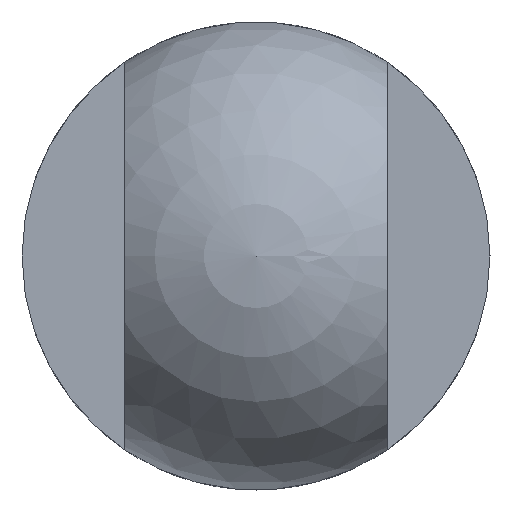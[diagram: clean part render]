
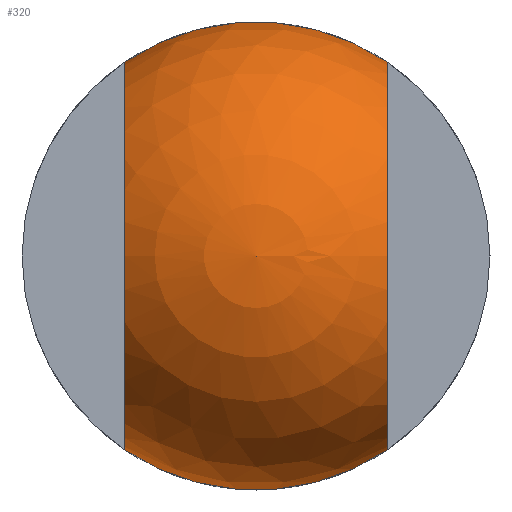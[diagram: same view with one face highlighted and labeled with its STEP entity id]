
A CAD part, left-side view. The second image highlights one B-rep face of the part: STEP entity #320.
In plain terms, the highlighted spherical face has radius 12.5 mm.
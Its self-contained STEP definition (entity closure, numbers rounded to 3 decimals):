
#180=CARTESIAN_POINT('',(-40.0,-7.,-10.356));
#181=VERTEX_POINT('',#180);
#196=CARTESIAN_POINT('',(-40.0,-7.,10.356));
#197=VERTEX_POINT('',#196);
#204=CARTESIAN_POINT('',(-40.0,-7.,0.));
#205=DIRECTION('',(0.0,1.0,0.0));
#206=DIRECTION('',(0.0,0.0,-1.0));
#207=AXIS2_PLACEMENT_3D('',#204,#205,#206);
#208=CIRCLE('',#207,10.356);
#209=EDGE_CURVE('',#181,#197,#208,.T.);
#242=CARTESIAN_POINT('',(-40.0,7.,-10.356));
#243=VERTEX_POINT('',#242);
#252=CARTESIAN_POINT('',(-40.0,7.,10.356));
#253=VERTEX_POINT('',#252);
#254=CARTESIAN_POINT('',(-40.0,7.,0.));
#255=DIRECTION('',(0.0,-1.0,0.0));
#256=DIRECTION('',(0.0,0.0,1.0));
#257=AXIS2_PLACEMENT_3D('',#254,#255,#256);
#258=CIRCLE('',#257,10.356);
#259=EDGE_CURVE('',#253,#243,#258,.T.);
#297=CARTESIAN_POINT('',(-40.0,0.,0.0));
#298=DIRECTION('',(1.0,0.0,0.0));
#299=DIRECTION('',(0.0,-1.0,0.0));
#300=AXIS2_PLACEMENT_3D('',#297,#298,#299);
#301=SPHERICAL_SURFACE('',#300,12.5);
#302=ORIENTED_EDGE('',*,*,#209,.T.);
#303=CARTESIAN_POINT('',(-40.0,0.0,0.0));
#304=DIRECTION('',(1.0,0.0,0.0));
#305=DIRECTION('',(0.0,1.0,0.0));
#306=AXIS2_PLACEMENT_3D('',#303,#304,#305);
#307=CIRCLE('',#306,12.5);
#308=EDGE_CURVE('',#253,#197,#307,.T.);
#309=ORIENTED_EDGE('',*,*,#308,.F.);
#310=ORIENTED_EDGE('',*,*,#259,.T.);
#311=CARTESIAN_POINT('',(-40.0,0.0,0.0));
#312=DIRECTION('',(1.0,0.0,0.0));
#313=DIRECTION('',(0.0,1.0,0.0));
#314=AXIS2_PLACEMENT_3D('',#311,#312,#313);
#315=CIRCLE('',#314,12.5);
#316=EDGE_CURVE('',#181,#243,#315,.T.);
#317=ORIENTED_EDGE('',*,*,#316,.F.);
#318=EDGE_LOOP('',(#302,#309,#310,#317));
#319=FACE_OUTER_BOUND('',#318,.T.);
#320=ADVANCED_FACE('',(#319),#301,.T.);
